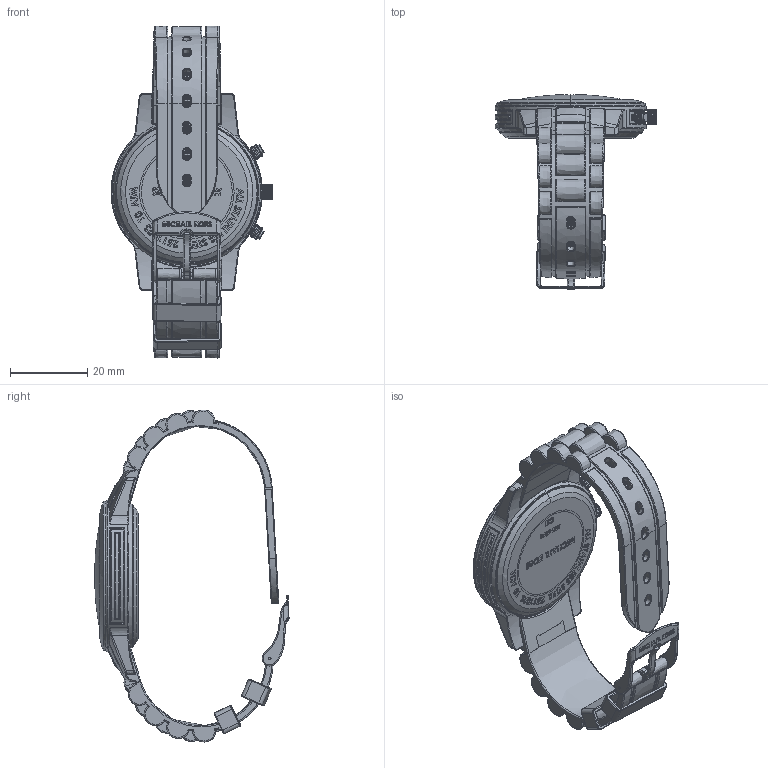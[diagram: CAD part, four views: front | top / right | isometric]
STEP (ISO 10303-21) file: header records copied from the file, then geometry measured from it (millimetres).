
FILE_DESCRIPTION(('FreeCAD Model'),'2;1');
FILE_NAME('Open CASCADE Shape Model','2025-05-04T12:24:06',('FreeCAD'),( 'FreeCAD'),'Open CASCADE STEP processor 7.6','FreeCAD','Unknown');
FILE_SCHEMA(('AUTOMOTIVE_DESIGN { 1 0 10303 214 1 1 1 1 }'));
Products named in the file (1): Open CASCADE STEP translator 7.6 1
Bounding box: 41.91 x 50.51 x 86.05 mm (x, y, z)
Volume: 14120.7 mm3; surface area: 17981.3 mm2
Topology: 15 solids, 15 shells, 3647 faces, 10089 edges, 7077 vertices
Faces by surface type: bspline 3647
Entity records: 184274 total; most frequent: CARTESIAN_POINT 127142, ORIENTED_EDGE 19976, EDGE_CURVE 9988, VERTEX_POINT 7077, B_SPLINE_CURVE_WITH_KNOTS 6619, FACE_BOUND 4387, EDGE_LOOP 4387, ADVANCED_FACE 3647
